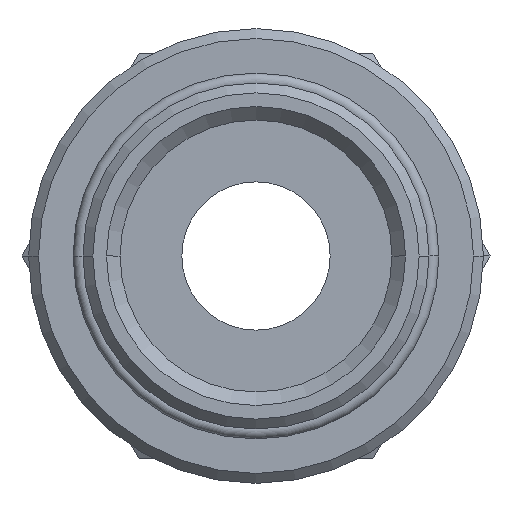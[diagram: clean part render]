
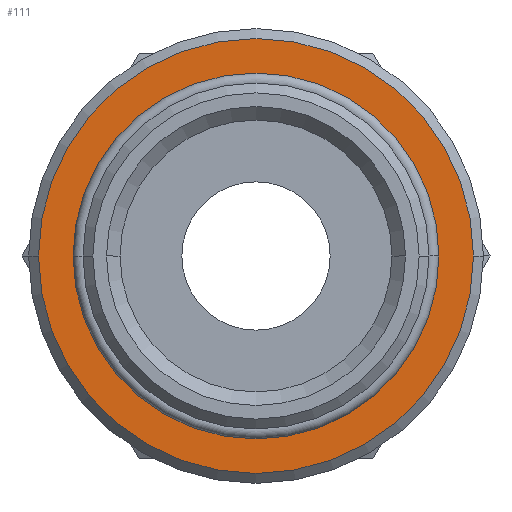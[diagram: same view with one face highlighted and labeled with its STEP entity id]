
A CAD part, front view. The second image highlights one B-rep face of the part: STEP entity #111.
In plain terms, the highlighted planar face has unit normal (0, -1, 0).
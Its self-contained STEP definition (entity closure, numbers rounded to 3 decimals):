
#111=ADVANCED_FACE('',(#266,#267),#268,.T.);
#266=FACE_OUTER_BOUND('',#471,.T.);
#267=FACE_BOUND('',#472,.T.);
#268=PLANE('',#473);
#471=EDGE_LOOP('',(#730,#731));
#472=EDGE_LOOP('',(#732,#733));
#473=AXIS2_PLACEMENT_3D('',#734,#735,#736);
#730=ORIENTED_EDGE('',*,*,#1199,.F.);
#731=ORIENTED_EDGE('',*,*,#1200,.F.);
#732=ORIENTED_EDGE('',*,*,#1201,.T.);
#733=ORIENTED_EDGE('',*,*,#1202,.T.);
#734=CARTESIAN_POINT('',(19.75,10.0,0.0));
#735=DIRECTION('',(0.,-1.0,0.0));
#736=DIRECTION('',(-1.0,0.,-0.0));
#1199=EDGE_CURVE('',#1422,#1423,#1424,.T.);
#1200=EDGE_CURVE('',#1423,#1422,#1425,.T.);
#1201=EDGE_CURVE('',#1426,#1427,#1428,.T.);
#1202=EDGE_CURVE('',#1427,#1426,#1429,.T.);
#1422=VERTEX_POINT('',#1825);
#1423=VERTEX_POINT('',#1826);
#1424=CIRCLE('',#1827,22.0);
#1425=CIRCLE('',#1828,22.0);
#1426=VERTEX_POINT('',#1829);
#1427=VERTEX_POINT('',#1830);
#1428=CIRCLE('',#1831,17.5);
#1429=CIRCLE('',#1832,17.5);
#1825=CARTESIAN_POINT('',(22.0,10.0,0.0));
#1826=CARTESIAN_POINT('',(-22.0,10.0,0.));
#1827=AXIS2_PLACEMENT_3D('',#2242,#2243,#2244);
#1828=AXIS2_PLACEMENT_3D('',#2245,#2246,#2247);
#1829=CARTESIAN_POINT('',(17.5,10.0,0.0));
#1830=CARTESIAN_POINT('',(-17.5,10.0,0.));
#1831=AXIS2_PLACEMENT_3D('',#2248,#2249,#2250);
#1832=AXIS2_PLACEMENT_3D('',#2251,#2252,#2253);
#2242=CARTESIAN_POINT('',(0.0,10.0,0.0));
#2243=DIRECTION('',(-0.0,1.0,0.0));
#2244=DIRECTION('',(1.0,0.0,0.0));
#2245=CARTESIAN_POINT('',(0.0,10.0,0.0));
#2246=DIRECTION('',(-0.0,1.0,0.0));
#2247=DIRECTION('',(1.0,0.0,0.0));
#2248=CARTESIAN_POINT('',(0.0,10.0,0.0));
#2249=DIRECTION('',(-0.0,1.0,0.0));
#2250=DIRECTION('',(1.0,0.0,0.0));
#2251=CARTESIAN_POINT('',(0.0,10.0,0.0));
#2252=DIRECTION('',(-0.0,1.0,0.0));
#2253=DIRECTION('',(1.0,0.0,0.0));
